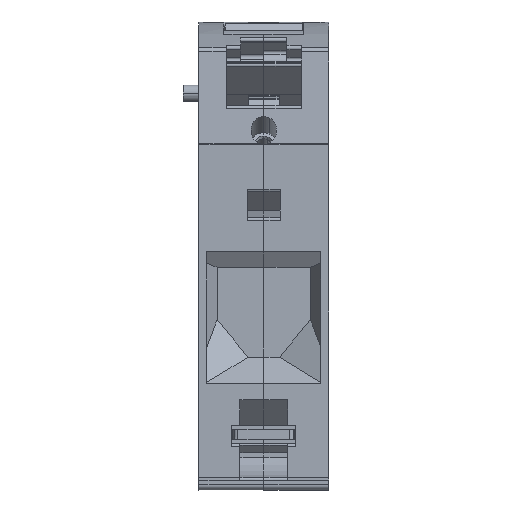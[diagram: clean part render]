
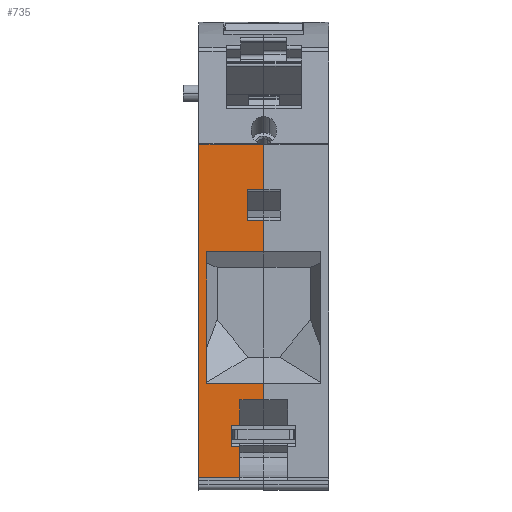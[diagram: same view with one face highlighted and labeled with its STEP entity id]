
A CAD part, front view. The second image highlights one B-rep face of the part: STEP entity #735.
In plain terms, the highlighted planar face has unit normal (0, -1, 0).
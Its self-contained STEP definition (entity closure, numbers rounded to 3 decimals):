
#577=AXIS2_PLACEMENT_3D('Plane Axis2P3D',#574,#575,#576) ;
#259=CARTESIAN_POINT('Vertex',(3.,3.48,66.55)) ;
#490=CARTESIAN_POINT('Vertex',(3.,3.48,2.383)) ;
#493=CARTESIAN_POINT('Line Origine',(3.,3.48,34.466)) ;
#574=CARTESIAN_POINT('Axis2P3D Location',(3.,3.48,13.85)) ;
#579=CARTESIAN_POINT('Line Origine',(6.95,3.48,2.383)) ;
#583=CARTESIAN_POINT('Vertex',(10.9,3.48,2.383)) ;
#586=CARTESIAN_POINT('Line Origine',(10.9,3.48,5.396)) ;
#590=CARTESIAN_POINT('Vertex',(10.9,3.48,8.41)) ;
#593=CARTESIAN_POINT('Line Origine',(10.1,3.48,8.417)) ;
#597=CARTESIAN_POINT('Vertex',(9.3,3.48,8.424)) ;
#600=CARTESIAN_POINT('Line Origine',(9.3,3.48,8.697)) ;
#604=CARTESIAN_POINT('Vertex',(9.3,3.48,8.97)) ;
#607=CARTESIAN_POINT('Line Origine',(9.3,3.48,10.72)) ;
#611=CARTESIAN_POINT('Vertex',(9.3,3.48,12.47)) ;
#614=CARTESIAN_POINT('Line Origine',(10.1,3.48,12.47)) ;
#618=CARTESIAN_POINT('Vertex',(10.9,3.48,12.47)) ;
#621=CARTESIAN_POINT('Line Origine',(10.9,3.48,14.911)) ;
#625=CARTESIAN_POINT('Vertex',(10.9,3.48,17.352)) ;
#628=CARTESIAN_POINT('Line Origine',(13.2,3.48,17.352)) ;
#632=CARTESIAN_POINT('Vertex',(15.5,3.48,17.352)) ;
#635=CARTESIAN_POINT('Line Origine',(15.5,3.48,18.951)) ;
#639=CARTESIAN_POINT('Vertex',(15.5,3.48,20.55)) ;
#642=CARTESIAN_POINT('Line Origine',(10.,3.48,20.55)) ;
#646=CARTESIAN_POINT('Vertex',(4.5,3.48,20.55)) ;
#649=CARTESIAN_POINT('Line Origine',(4.5,3.48,33.192)) ;
#653=CARTESIAN_POINT('Vertex',(4.5,3.48,45.834)) ;
#656=CARTESIAN_POINT('Line Origine',(10.,3.48,45.834)) ;
#660=CARTESIAN_POINT('Vertex',(15.5,3.48,45.834)) ;
#663=CARTESIAN_POINT('Line Origine',(15.5,3.48,48.882)) ;
#667=CARTESIAN_POINT('Vertex',(15.5,3.48,51.93)) ;
#670=CARTESIAN_POINT('Line Origine',(13.9,3.48,51.93)) ;
#674=CARTESIAN_POINT('Vertex',(12.3,3.48,51.93)) ;
#677=CARTESIAN_POINT('Line Origine',(12.3,3.48,54.9)) ;
#681=CARTESIAN_POINT('Vertex',(12.3,3.48,57.87)) ;
#684=CARTESIAN_POINT('Line Origine',(13.9,3.48,57.87)) ;
#688=CARTESIAN_POINT('Vertex',(15.5,3.48,57.87)) ;
#691=CARTESIAN_POINT('Line Origine',(15.5,3.48,62.205)) ;
#695=CARTESIAN_POINT('Vertex',(15.5,3.48,66.54)) ;
#699=CARTESIAN_POINT('Control Point',(15.293,3.48,66.55)) ;
#700=CARTESIAN_POINT('Control Point',(15.334,3.48,66.546)) ;
#701=CARTESIAN_POINT('Control Point',(15.375,3.48,66.543)) ;
#702=CARTESIAN_POINT('Control Point',(15.417,3.48,66.541)) ;
#703=CARTESIAN_POINT('Control Point',(15.458,3.48,66.54)) ;
#704=CARTESIAN_POINT('Control Point',(15.5,3.48,66.54)) ;
#705=CARTESIAN_POINT('Vertex',(15.293,3.48,66.55)) ;
#708=CARTESIAN_POINT('Line Origine',(9.146,3.48,66.55)) ;
#494=DIRECTION('Vector Direction',(0.,0.,1.)) ;
#575=DIRECTION('Axis2P3D Direction',(0.,1.,0.)) ;
#576=DIRECTION('Axis2P3D XDirection',(0.,0.,1.)) ;
#580=DIRECTION('Vector Direction',(-1.,0.,0.)) ;
#587=DIRECTION('Vector Direction',(0.,0.,-1.)) ;
#594=DIRECTION('Vector Direction',(1.,0.,-0.009)) ;
#601=DIRECTION('Vector Direction',(0.,0.,-1.)) ;
#608=DIRECTION('Vector Direction',(0.,0.,1.)) ;
#615=DIRECTION('Vector Direction',(-1.,0.,0.)) ;
#622=DIRECTION('Vector Direction',(0.,0.,1.)) ;
#629=DIRECTION('Vector Direction',(-1.,0.,0.)) ;
#636=DIRECTION('Vector Direction',(0.,0.,1.)) ;
#643=DIRECTION('Vector Direction',(-1.,0.,0.)) ;
#650=DIRECTION('Vector Direction',(0.,0.,-1.)) ;
#657=DIRECTION('Vector Direction',(-1.,0.,0.)) ;
#664=DIRECTION('Vector Direction',(0.,0.,1.)) ;
#671=DIRECTION('Vector Direction',(-1.,0.,0.)) ;
#678=DIRECTION('Vector Direction',(0.,0.,1.)) ;
#685=DIRECTION('Vector Direction',(-1.,0.,0.)) ;
#692=DIRECTION('Vector Direction',(0.,0.,1.)) ;
#709=DIRECTION('Vector Direction',(1.,0.,0.)) ;
#495=VECTOR('Line Direction',#494,1.) ;
#581=VECTOR('Line Direction',#580,1.) ;
#588=VECTOR('Line Direction',#587,1.) ;
#595=VECTOR('Line Direction',#594,1.) ;
#602=VECTOR('Line Direction',#601,1.) ;
#609=VECTOR('Line Direction',#608,1.) ;
#616=VECTOR('Line Direction',#615,1.) ;
#623=VECTOR('Line Direction',#622,1.) ;
#630=VECTOR('Line Direction',#629,1.) ;
#637=VECTOR('Line Direction',#636,1.) ;
#644=VECTOR('Line Direction',#643,1.) ;
#651=VECTOR('Line Direction',#650,1.) ;
#658=VECTOR('Line Direction',#657,1.) ;
#665=VECTOR('Line Direction',#664,1.) ;
#672=VECTOR('Line Direction',#671,1.) ;
#679=VECTOR('Line Direction',#678,1.) ;
#686=VECTOR('Line Direction',#685,1.) ;
#693=VECTOR('Line Direction',#692,1.) ;
#710=VECTOR('Line Direction',#709,1.) ;
#714=ORIENTED_EDGE('',*,*,#585,.F.) ;
#715=ORIENTED_EDGE('',*,*,#592,.T.) ;
#716=ORIENTED_EDGE('',*,*,#599,.F.) ;
#717=ORIENTED_EDGE('',*,*,#606,.F.) ;
#718=ORIENTED_EDGE('',*,*,#613,.F.) ;
#719=ORIENTED_EDGE('',*,*,#620,.F.) ;
#720=ORIENTED_EDGE('',*,*,#627,.T.) ;
#721=ORIENTED_EDGE('',*,*,#634,.F.) ;
#722=ORIENTED_EDGE('',*,*,#641,.T.) ;
#723=ORIENTED_EDGE('',*,*,#648,.T.) ;
#724=ORIENTED_EDGE('',*,*,#655,.F.) ;
#725=ORIENTED_EDGE('',*,*,#662,.F.) ;
#726=ORIENTED_EDGE('',*,*,#669,.F.) ;
#727=ORIENTED_EDGE('',*,*,#676,.T.) ;
#728=ORIENTED_EDGE('',*,*,#683,.F.) ;
#729=ORIENTED_EDGE('',*,*,#690,.F.) ;
#730=ORIENTED_EDGE('',*,*,#697,.T.) ;
#731=ORIENTED_EDGE('',*,*,#707,.F.) ;
#732=ORIENTED_EDGE('',*,*,#712,.F.) ;
#733=ORIENTED_EDGE('',*,*,#497,.F.) ;
#735=ADVANCED_FACE('MLD L',(#734),#578,.F.) ;
#698=B_SPLINE_CURVE_WITH_KNOTS('',5,(#699,#700,#701,#702,#703,#704),.UNSPECIFIED.,.F.,.U.,(6,6),(0.,0.294),.UNSPECIFIED.) ;
#497=EDGE_CURVE('',#491,#260,#496,.T.) ;
#585=EDGE_CURVE('',#584,#491,#582,.T.) ;
#592=EDGE_CURVE('',#584,#591,#589,.F.) ;
#599=EDGE_CURVE('',#598,#591,#596,.T.) ;
#606=EDGE_CURVE('',#605,#598,#603,.T.) ;
#613=EDGE_CURVE('',#612,#605,#610,.F.) ;
#620=EDGE_CURVE('',#619,#612,#617,.T.) ;
#627=EDGE_CURVE('',#619,#626,#624,.T.) ;
#634=EDGE_CURVE('',#633,#626,#631,.T.) ;
#641=EDGE_CURVE('',#633,#640,#638,.T.) ;
#648=EDGE_CURVE('',#640,#647,#645,.T.) ;
#655=EDGE_CURVE('',#654,#647,#652,.T.) ;
#662=EDGE_CURVE('',#661,#654,#659,.T.) ;
#669=EDGE_CURVE('',#668,#661,#666,.F.) ;
#676=EDGE_CURVE('',#668,#675,#673,.T.) ;
#683=EDGE_CURVE('',#682,#675,#680,.F.) ;
#690=EDGE_CURVE('',#689,#682,#687,.T.) ;
#697=EDGE_CURVE('',#689,#696,#694,.T.) ;
#707=EDGE_CURVE('',#706,#696,#698,.T.) ;
#712=EDGE_CURVE('',#260,#706,#711,.T.) ;
#713=EDGE_LOOP('',(#714,#715,#716,#717,#718,#719,#720,#721,#722,#723,#724,#725,#726,#727,#728,#729,#730,#731,#732,#733)) ;
#734=FACE_OUTER_BOUND('',#713,.T.) ;
#496=LINE('Line',#493,#495) ;
#582=LINE('Line',#579,#581) ;
#589=LINE('Line',#586,#588) ;
#596=LINE('Line',#593,#595) ;
#603=LINE('Line',#600,#602) ;
#610=LINE('Line',#607,#609) ;
#617=LINE('Line',#614,#616) ;
#624=LINE('Line',#621,#623) ;
#631=LINE('Line',#628,#630) ;
#638=LINE('Line',#635,#637) ;
#645=LINE('Line',#642,#644) ;
#652=LINE('Line',#649,#651) ;
#659=LINE('Line',#656,#658) ;
#666=LINE('Line',#663,#665) ;
#673=LINE('Line',#670,#672) ;
#680=LINE('Line',#677,#679) ;
#687=LINE('Line',#684,#686) ;
#694=LINE('Line',#691,#693) ;
#711=LINE('Line',#708,#710) ;
#578=PLANE('',#577) ;
#260=VERTEX_POINT('',#259) ;
#491=VERTEX_POINT('',#490) ;
#584=VERTEX_POINT('',#583) ;
#591=VERTEX_POINT('',#590) ;
#598=VERTEX_POINT('',#597) ;
#605=VERTEX_POINT('',#604) ;
#612=VERTEX_POINT('',#611) ;
#619=VERTEX_POINT('',#618) ;
#626=VERTEX_POINT('',#625) ;
#633=VERTEX_POINT('',#632) ;
#640=VERTEX_POINT('',#639) ;
#647=VERTEX_POINT('',#646) ;
#654=VERTEX_POINT('',#653) ;
#661=VERTEX_POINT('',#660) ;
#668=VERTEX_POINT('',#667) ;
#675=VERTEX_POINT('',#674) ;
#682=VERTEX_POINT('',#681) ;
#689=VERTEX_POINT('',#688) ;
#696=VERTEX_POINT('',#695) ;
#706=VERTEX_POINT('',#705) ;
